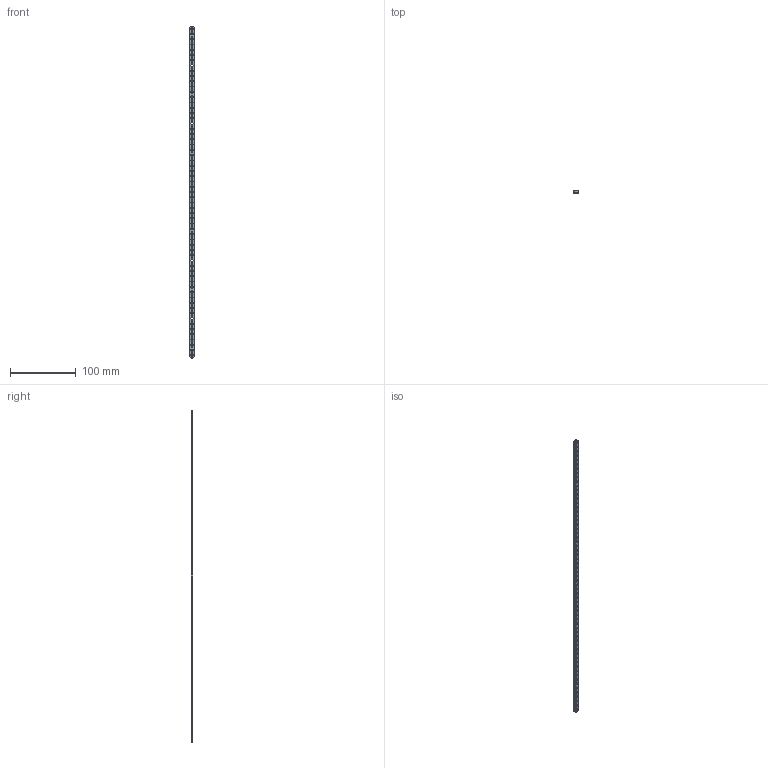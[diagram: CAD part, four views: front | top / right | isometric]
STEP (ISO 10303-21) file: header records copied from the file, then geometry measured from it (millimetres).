
FILE_DESCRIPTION (( 'STEP AP203' ), '1' );
FILE_NAME ('REV-41-1691.STEP', '2019-07-11T23:37:47', ( '' ), ( '' ), 'SwSTEP 2.0', 'SolidWorks 2018', '' );
FILE_SCHEMA (( 'CONFIG_CONTROL_DESIGN' ));
Length unit declared in the file: millimetre
Products named in the file (1): REV-41-1691
Bounding box: 8 x 2.9 x 504 mm (x, y, z)
Volume: 9701.2 mm3; surface area: 11203.9 mm2
Topology: 1 solids, 1 shells, 787 faces, 2733 edges, 1822 vertices
Faces by surface type: cylinder 521, plane 266
Entity records: 32766 total; most frequent: CARTESIAN_POINT 12329, ORIENTED_EDGE 5466, DIRECTION 3011, EDGE_CURVE 2733, VERTEX_POINT 1822, AXIS2_PLACEMENT_3D 1048, B_SPLINE_CURVE_WITH_KNOTS 1038, LINE 915
